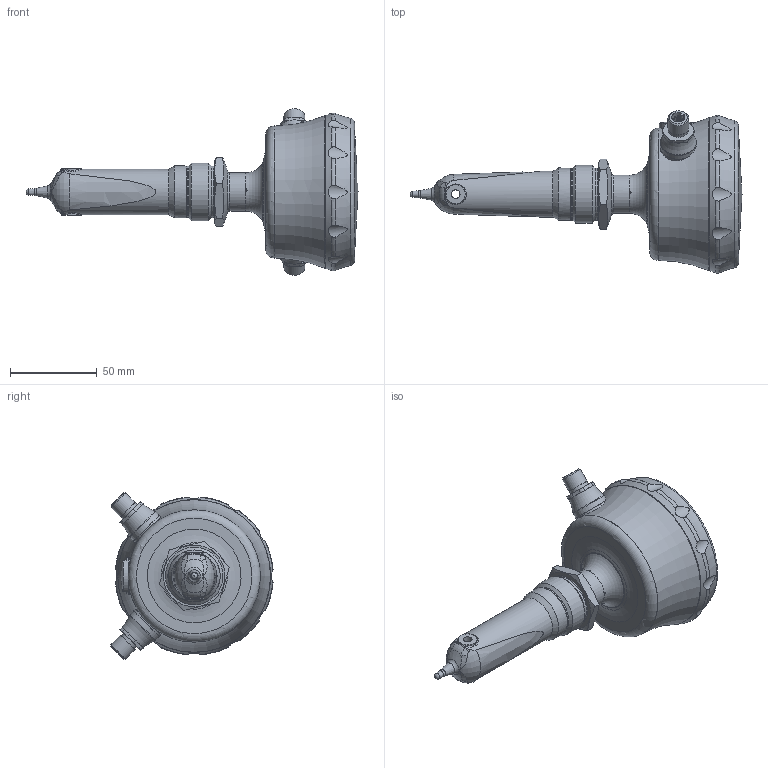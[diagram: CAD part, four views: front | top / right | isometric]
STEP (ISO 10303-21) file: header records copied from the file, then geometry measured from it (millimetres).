
FILE_DESCRIPTION(/* description */ ('Unknown'),/* implementation_level */ '2;1');
FILE_NAME(/* name */ 'AFI4-6730.####.#2##',/* time_stamp */ '2023-09-19T10:24:32+02:00',/* author */ ('Unknown'),/* organization */ ('Baumer'),/* preprocessor_version */ 'ST-DEVELOPER v16.7',/* originating_system */ 'Solid Edge',/* authorisation */ 'Unknown');
FILE_SCHEMA (('AUTOMOTIVE_DESIGN {1 0 10303 214 3 1 1}'));
Length unit declared in the file: millimetre
Products named in the file (1): Part12
Bounding box: 191.51 x 93.53 x 96.05 mm (x, y, z)
Volume: 119822.1 mm3; surface area: 80839.8 mm2
Topology: 1 solids, 13 shells, 655 faces, 1670 edges, 1073 vertices
Faces by surface type: plane 207, cylinder 187, cone 91, torus 88, bspline 80, sphere 2
Full cylindrical faces by diameter (mm): 1 x8, 1.25 x1, 1.64 x4, 3.4 x2, 5 x1, 7.709 x1, 8.87 x1, 10 x1, 10.5 x1, 11 x2, 11.741 x2, 12 x2, 13.8 x2, 14 x2, 14.5 x2, 15.85 x2, 16 x10, 18 x1, 18.9 x1, 18.95 x1, 20 x1, 20.8 x3, 21 x1, 22 x1, 23.6 x2, 23.8 x1, 24 x1, 24.2 x1, 26.3 x1, 26.85 x1
Entity records: 27380 total; most frequent: CARTESIAN_POINT 9130, ORIENTED_EDGE 2796, DIRECTION 2601, EDGE_CURVE 1398, AXIS2_PLACEMENT_3D 1167, VERTEX_POINT 981, FACE_BOUND 901, EDGE_LOOP 898
